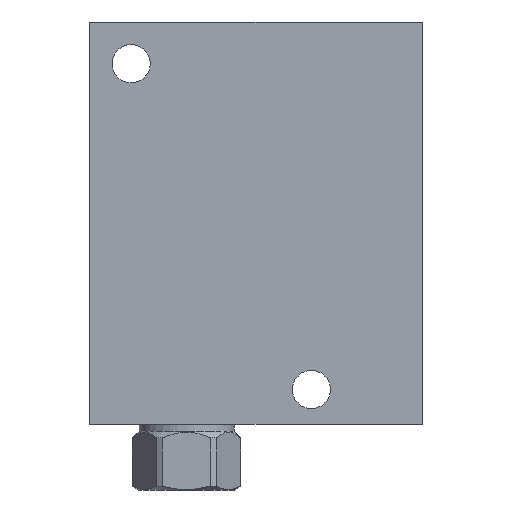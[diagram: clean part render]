
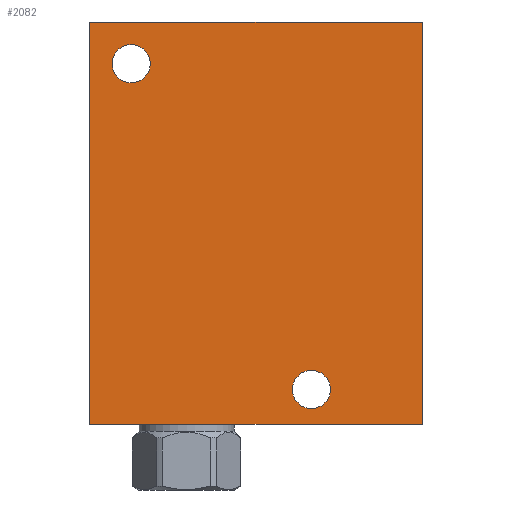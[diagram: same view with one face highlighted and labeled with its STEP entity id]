
A CAD part, front view. The second image highlights one B-rep face of the part: STEP entity #2082.
In plain terms, the highlighted planar face has unit normal (0, -1, 0).
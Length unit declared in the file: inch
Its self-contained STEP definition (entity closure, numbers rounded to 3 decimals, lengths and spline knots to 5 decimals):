
#5=DIRECTION('',(1.,0.,0.));
#6=VECTOR('',#5,3.);
#7=CARTESIAN_POINT('',(0.,-2.,0.));
#8=LINE('',#7,#6);
#75=DIRECTION('',(0.,0.,1.));
#76=VECTOR('',#75,3.625);
#77=CARTESIAN_POINT('',(3.,-2.,0.));
#78=LINE('',#77,#76);
#99=DIRECTION('',(0.,0.,1.));
#100=VECTOR('',#99,3.625);
#101=CARTESIAN_POINT('',(0.,-2.,0.));
#102=LINE('',#101,#100);
#103=CARTESIAN_POINT('',(0.375,-2.,3.25));
#104=DIRECTION('',(0.,-1.,0.));
#105=DIRECTION('',(-1.,0.,0.));
#106=AXIS2_PLACEMENT_3D('',#103,#104,#105);
#108=CARTESIAN_POINT('',(0.375,-2.,3.25));
#109=DIRECTION('',(0.,-1.,0.));
#110=DIRECTION('',(1.,0.,0.));
#111=AXIS2_PLACEMENT_3D('',#108,#109,#110);
#113=CARTESIAN_POINT('',(2.,-2.,0.312));
#114=DIRECTION('',(0.,-1.,0.));
#115=DIRECTION('',(-1.,0.,0.));
#116=AXIS2_PLACEMENT_3D('',#113,#114,#115);
#118=CARTESIAN_POINT('',(2.,-2.,0.312));
#119=DIRECTION('',(0.,-1.,0.));
#120=DIRECTION('',(1.,0.,0.));
#121=AXIS2_PLACEMENT_3D('',#118,#119,#120);
#135=DIRECTION('',(1.,0.,0.));
#136=VECTOR('',#135,3.);
#137=CARTESIAN_POINT('',(0.,-2.,3.625));
#138=LINE('',#137,#136);
#1700=CARTESIAN_POINT('',(0.,-2.,0.));
#1702=VERTEX_POINT('',#1700);
#1703=CARTESIAN_POINT('',(3.,-2.,0.));
#1704=VERTEX_POINT('',#1703);
#1708=CARTESIAN_POINT('',(0.,-2.,3.625));
#1710=VERTEX_POINT('',#1708);
#1711=CARTESIAN_POINT('',(3.,-2.,3.625));
#1712=VERTEX_POINT('',#1711);
#1857=CARTESIAN_POINT('',(0.203,-2.,3.25));
#1858=CARTESIAN_POINT('',(0.547,-2.,3.25));
#1859=VERTEX_POINT('',#1857);
#1860=VERTEX_POINT('',#1858);
#1865=CARTESIAN_POINT('',(1.828,-2.,0.312));
#1866=CARTESIAN_POINT('',(2.172,-2.,0.312));
#1867=VERTEX_POINT('',#1865);
#1868=VERTEX_POINT('',#1866);
#2058=CARTESIAN_POINT('',(0.,-2.,0.));
#2059=DIRECTION('',(0.,-1.,0.));
#2060=DIRECTION('',(1.,0.,0.));
#2061=AXIS2_PLACEMENT_3D('',#2058,#2059,#2060);
#2062=PLANE('',#2061);
#2063=ORIENTED_EDGE('',*,*,#1964,.F.);
#2064=ORIENTED_EDGE('',*,*,#1989,.T.);
#2066=ORIENTED_EDGE('',*,*,#2065,.T.);
#2067=ORIENTED_EDGE('',*,*,#2038,.F.);
#2068=EDGE_LOOP('',(#2063,#2064,#2066,#2067));
#2069=FACE_OUTER_BOUND('',#2068,.F.);
#2071=ORIENTED_EDGE('',*,*,#2070,.T.);
#2073=ORIENTED_EDGE('',*,*,#2072,.T.);
#2074=EDGE_LOOP('',(#2071,#2073));
#2075=FACE_BOUND('',#2074,.F.);
#2077=ORIENTED_EDGE('',*,*,#2076,.T.);
#2079=ORIENTED_EDGE('',*,*,#2078,.T.);
#2080=EDGE_LOOP('',(#2077,#2079));
#2081=FACE_BOUND('',#2080,.F.);
#2082=ADVANCED_FACE('',(#2069,#2075,#2081),#2062,.T.);
#107=CIRCLE('',#106,0.172);
#112=CIRCLE('',#111,0.172);
#117=CIRCLE('',#116,0.172);
#122=CIRCLE('',#121,0.172);
#1964=EDGE_CURVE('',#1702,#1704,#8,.T.);
#1989=EDGE_CURVE('',#1702,#1710,#102,.T.);
#2038=EDGE_CURVE('',#1704,#1712,#78,.T.);
#2065=EDGE_CURVE('',#1710,#1712,#138,.T.);
#2070=EDGE_CURVE('',#1859,#1860,#107,.T.);
#2072=EDGE_CURVE('',#1860,#1859,#112,.T.);
#2076=EDGE_CURVE('',#1867,#1868,#117,.T.);
#2078=EDGE_CURVE('',#1868,#1867,#122,.T.);
